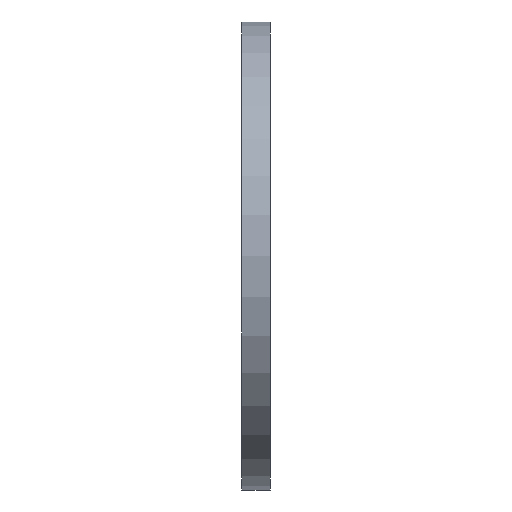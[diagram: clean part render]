
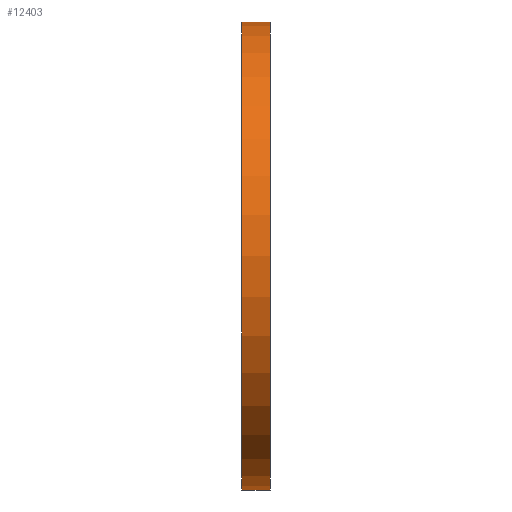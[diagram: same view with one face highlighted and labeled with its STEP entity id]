
A CAD part, left-side view. The second image highlights one B-rep face of the part: STEP entity #12403.
In plain terms, the highlighted cylindrical face has radius 50 mm (diameter 100 mm), a partial arc.
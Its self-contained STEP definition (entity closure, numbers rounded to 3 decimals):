
#985 = EDGE_CURVE ( 'NONE', #7143, #9868, #9805, .T. ) ;
#1532 = ORIENTED_EDGE ( 'NONE', *, *, #985, .F. ) ;
#1670 = DIRECTION ( 'NONE',  ( 0., 0., -1. ) ) ;
#1861 = CIRCLE ( 'NONE', #8748, 50. ) ;
#2254 = CARTESIAN_POINT ( 'NONE',  ( 0., 0., 0. ) ) ;
#2261 = VECTOR ( 'NONE', #8480, 1000. ) ;
#2410 = VERTEX_POINT ( 'NONE', #10943 ) ;
#2478 = CARTESIAN_POINT ( 'NONE',  ( 0., 6., 50. ) ) ;
#2612 = AXIS2_PLACEMENT_3D ( 'NONE', #11213, #9193, #1670 ) ;
#3321 = DIRECTION ( 'NONE',  ( 0., 0., 1. ) ) ;
#3408 = LINE ( 'NONE', #6473, #2261 ) ;
#3515 = EDGE_LOOP ( 'NONE', ( #7908, #1532, #10128, #8138 ) ) ;
#3839 = EDGE_CURVE ( 'NONE', #9868, #2410, #3408, .T. ) ;
#3961 = CYLINDRICAL_SURFACE ( 'NONE', #2612, 50. ) ;
#4440 = CARTESIAN_POINT ( 'NONE',  ( 0., 0., -50. ) ) ;
#4979 = VECTOR ( 'NONE', #9211, 1000. ) ;
#5065 = DIRECTION ( 'NONE',  ( 0., 1., 0. ) ) ;
#5311 = LINE ( 'NONE', #11184, #4979 ) ;
#5363 = VERTEX_POINT ( 'NONE', #4440 ) ;
#6473 = CARTESIAN_POINT ( 'NONE',  ( 0., 6., 50. ) ) ;
#7143 = VERTEX_POINT ( 'NONE', #10912 ) ;
#7908 = ORIENTED_EDGE ( 'NONE', *, *, #3839, .F. ) ;
#7958 = FACE_OUTER_BOUND ( 'NONE', #3515, .T. ) ;
#8134 = DIRECTION ( 'NONE',  ( 0., 0., 1. ) ) ;
#8138 = ORIENTED_EDGE ( 'NONE', *, *, #9311, .T. ) ;
#8480 = DIRECTION ( 'NONE',  ( 0., -1., 0. ) ) ;
#8748 = AXIS2_PLACEMENT_3D ( 'NONE', #2254, #9702, #3321 ) ;
#9193 = DIRECTION ( 'NONE',  ( 0., -1., 0. ) ) ;
#9211 = DIRECTION ( 'NONE',  ( 0., -1., 0. ) ) ;
#9311 = EDGE_CURVE ( 'NONE', #5363, #2410, #1861, .T. ) ;
#9702 = DIRECTION ( 'NONE',  ( 0., 1., 0. ) ) ;
#9805 = CIRCLE ( 'NONE', #11886, 50. ) ;
#9868 = VERTEX_POINT ( 'NONE', #2478 ) ;
#10128 = ORIENTED_EDGE ( 'NONE', *, *, #12970, .T. ) ;
#10912 = CARTESIAN_POINT ( 'NONE',  ( 0., 6., -50. ) ) ;
#10943 = CARTESIAN_POINT ( 'NONE',  ( 0., 0., 50. ) ) ;
#11184 = CARTESIAN_POINT ( 'NONE',  ( 0., 6., -50. ) ) ;
#11213 = CARTESIAN_POINT ( 'NONE',  ( 0., 6., 0. ) ) ;
#11886 = AXIS2_PLACEMENT_3D ( 'NONE', #12588, #5065, #8134 ) ;
#12403 = ADVANCED_FACE ( 'NONE', ( #7958 ), #3961, .T. ) ;
#12588 = CARTESIAN_POINT ( 'NONE',  ( 0., 6., 0. ) ) ;
#12970 = EDGE_CURVE ( 'NONE', #7143, #5363, #5311, .T. ) ;
